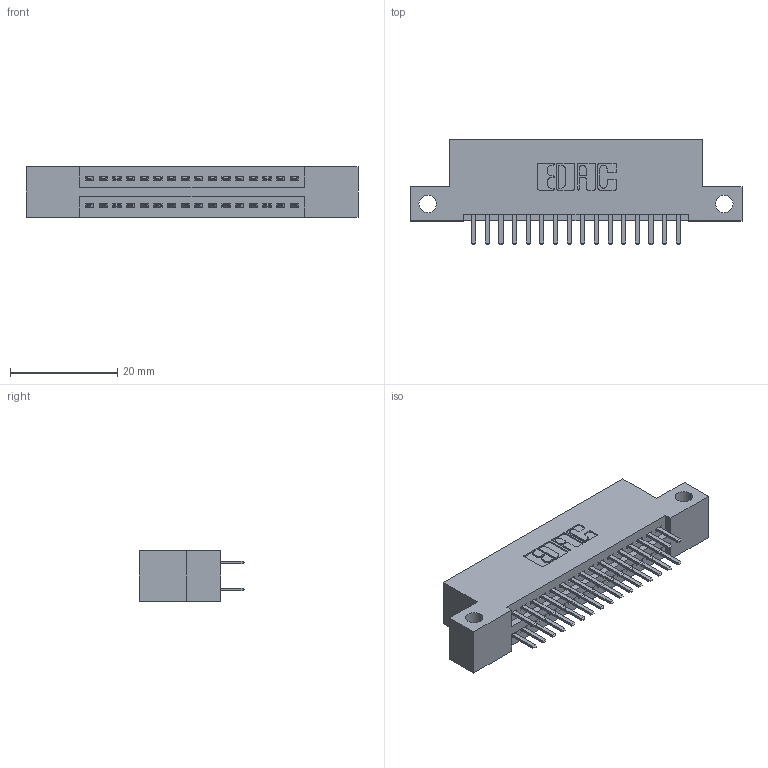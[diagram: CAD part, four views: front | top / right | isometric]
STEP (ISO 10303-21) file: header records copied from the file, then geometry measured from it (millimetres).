
FILE_DESCRIPTION (( 'STEP AP203' ), '1' );
FILE_NAME ('345-032-520-212.STEP', '2018-08-24T04:45:33', ( '' ), ( '' ), 'SwSTEP 2.0', 'SolidWorks 2016', '' );
FILE_SCHEMA (( 'CONFIG_CONTROL_DESIGN' ));
Length unit declared in the file: inch
Products named in the file (3): 345 Part_Flush Mounting Lugs - Side Mount; 345-292-001_345-293-120; 345-032-520-212
Assembly tree (33 placements, depth 2):
  345-032-520-212
    345 Part_Flush Mounting Lugs - Side Mount
    345-292-001_345-293-120  x32
Bounding box: 61.85 x 19.68 x 9.4 mm (x, y, z)
Volume: 5665.4 mm3; surface area: 7705.2 mm2
Topology: 33 solids, 33 shells, 1854 faces, 5365 edges, 3490 vertices
Faces by surface type: plane 1200, cylinder 654
Entity records: 16171 total; most frequent: CARTESIAN_POINT 2748, ORIENTED_EDGE 2670, DIRECTION 2443, EDGE_CURVE 1335, LINE 1135, VECTOR 1135, VERTEX_POINT 886, AXIS2_PLACEMENT_3D 654
